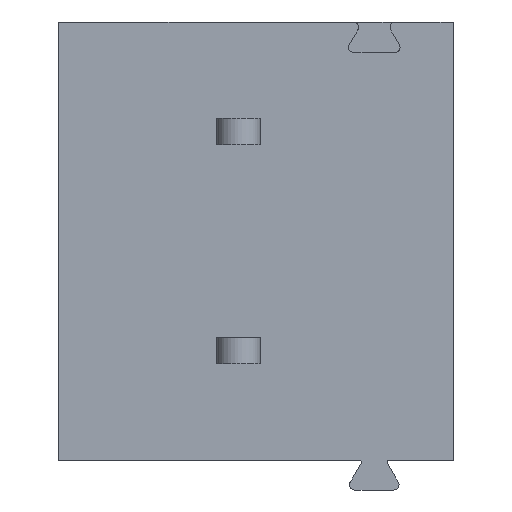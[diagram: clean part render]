
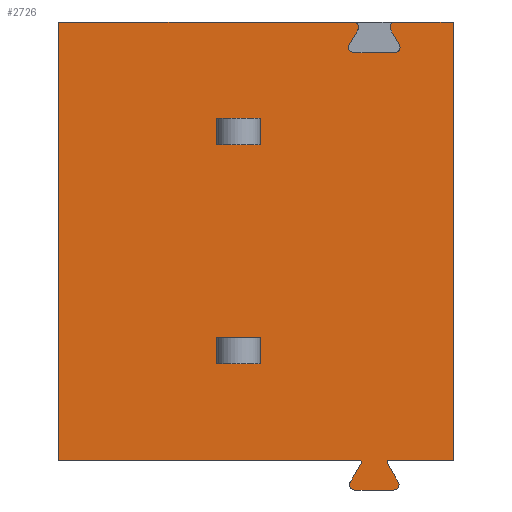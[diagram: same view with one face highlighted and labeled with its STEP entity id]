
A CAD part, front view. The second image highlights one B-rep face of the part: STEP entity #2726.
In plain terms, the highlighted planar face has unit normal (0, -1, 0).
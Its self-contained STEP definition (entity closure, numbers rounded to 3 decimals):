
#21=DIRECTION('',(1.,0.,0.));
#22=VECTOR('',#21,1.454);
#23=CARTESIAN_POINT('',(3.046,-6.25,-2.5));
#24=LINE('',#23,#22);
#45=DIRECTION('',(1.,0.,0.));
#46=VECTOR('',#45,6.854);
#47=CARTESIAN_POINT('',(-4.5,-6.25,-2.5));
#48=LINE('',#47,#46);
#85=DIRECTION('',(1.,0.,0.));
#86=VECTOR('',#85,0.935);
#87=CARTESIAN_POINT('',(2.232,-6.25,6.8));
#88=LINE('',#87,#86);
#89=CARTESIAN_POINT('',(3.168,-6.25,6.92));
#90=DIRECTION('',(0.,-1.,0.));
#91=DIRECTION('',(0.,0.,-1.));
#92=AXIS2_PLACEMENT_3D('',#89,#90,#91);
#94=DIRECTION('',(-0.5,0.,0.866));
#95=VECTOR('',#94,0.393);
#96=CARTESIAN_POINT('',(3.272,-6.25,6.98));
#97=LINE('',#96,#95);
#98=CARTESIAN_POINT('',(3.179,-6.25,7.38));
#99=DIRECTION('',(0.,-1.,0.));
#100=DIRECTION('',(0.,0.,1.));
#101=AXIS2_PLACEMENT_3D('',#98,#99,#100);
#103=CARTESIAN_POINT('',(3.046,-6.25,-2.55));
#104=DIRECTION('',(0.,1.,0.));
#105=DIRECTION('',(-0.866,0.,-0.5));
#106=AXIS2_PLACEMENT_3D('',#103,#104,#105);
#108=DIRECTION('',(-0.5,0.,0.866));
#109=VECTOR('',#108,0.491);
#110=CARTESIAN_POINT('',(3.248,-6.25,-3.));
#111=LINE('',#110,#109);
#112=CARTESIAN_POINT('',(3.144,-6.25,-3.06));
#113=DIRECTION('',(0.,-1.,0.));
#114=DIRECTION('',(0.,0.,-1.));
#115=AXIS2_PLACEMENT_3D('',#112,#113,#114);
#117=DIRECTION('',(1.,0.,0.));
#118=VECTOR('',#117,0.889);
#119=CARTESIAN_POINT('',(2.256,-6.25,-3.18));
#120=LINE('',#119,#118);
#121=CARTESIAN_POINT('',(2.256,-6.25,-3.06));
#122=DIRECTION('',(0.,-1.,0.));
#123=DIRECTION('',(-0.866,0.,0.5));
#124=AXIS2_PLACEMENT_3D('',#121,#122,#123);
#126=DIRECTION('',(-0.5,0.,-0.866));
#127=VECTOR('',#126,0.491);
#128=CARTESIAN_POINT('',(2.397,-6.25,-2.575));
#129=LINE('',#128,#127);
#130=CARTESIAN_POINT('',(2.354,-6.25,-2.55));
#131=DIRECTION('',(0.,1.,0.));
#132=DIRECTION('',(0.,0.,1.));
#133=AXIS2_PLACEMENT_3D('',#130,#131,#132);
#135=DIRECTION('',(0.,0.,1.));
#136=VECTOR('',#135,10.);
#137=CARTESIAN_POINT('',(-4.5,-6.25,-2.5));
#138=LINE('',#137,#136);
#139=CARTESIAN_POINT('',(2.221,-6.25,7.38));
#140=DIRECTION('',(0.,-1.,0.));
#141=DIRECTION('',(0.866,0.,-0.5));
#142=AXIS2_PLACEMENT_3D('',#139,#140,#141);
#144=DIRECTION('',(-0.5,0.,-0.866));
#145=VECTOR('',#144,0.393);
#146=CARTESIAN_POINT('',(2.325,-6.25,7.32));
#147=LINE('',#146,#145);
#148=CARTESIAN_POINT('',(2.232,-6.25,6.92));
#149=DIRECTION('',(0.,-1.,0.));
#150=DIRECTION('',(-0.866,0.,0.5));
#151=AXIS2_PLACEMENT_3D('',#148,#149,#150);
#153=DIRECTION('',(-1.,0.,0.));
#154=VECTOR('',#153,1.);
#155=CARTESIAN_POINT('',(0.1,-6.25,0.3));
#156=LINE('',#155,#154);
#157=DIRECTION('',(0.,0.,-1.));
#158=VECTOR('',#157,0.6);
#159=CARTESIAN_POINT('',(-0.9,-6.25,0.3));
#160=LINE('',#159,#158);
#161=DIRECTION('',(-1.,0.,0.));
#162=VECTOR('',#161,1.);
#163=CARTESIAN_POINT('',(0.1,-6.25,-0.3));
#164=LINE('',#163,#162);
#165=DIRECTION('',(0.,0.,-1.));
#166=VECTOR('',#165,0.6);
#167=CARTESIAN_POINT('',(0.1,-6.25,0.3));
#168=LINE('',#167,#166);
#169=DIRECTION('',(-1.,0.,0.));
#170=VECTOR('',#169,1.);
#171=CARTESIAN_POINT('',(0.1,-6.25,5.3));
#172=LINE('',#171,#170);
#173=DIRECTION('',(0.,0.,-1.));
#174=VECTOR('',#173,0.6);
#175=CARTESIAN_POINT('',(-0.9,-6.25,5.3));
#176=LINE('',#175,#174);
#177=DIRECTION('',(-1.,0.,0.));
#178=VECTOR('',#177,1.);
#179=CARTESIAN_POINT('',(0.1,-6.25,4.7));
#180=LINE('',#179,#178);
#181=DIRECTION('',(0.,0.,-1.));
#182=VECTOR('',#181,0.6);
#183=CARTESIAN_POINT('',(0.1,-6.25,5.3));
#184=LINE('',#183,#182);
#205=DIRECTION('',(1.,0.,0.));
#206=VECTOR('',#205,6.721);
#207=CARTESIAN_POINT('',(-4.5,-6.25,7.5));
#208=LINE('',#207,#206);
#229=DIRECTION('',(1.,0.,0.));
#230=VECTOR('',#229,1.321);
#231=CARTESIAN_POINT('',(3.179,-6.25,7.5));
#232=LINE('',#231,#230);
#369=DIRECTION('',(0.,0.,1.));
#370=VECTOR('',#369,10.);
#371=CARTESIAN_POINT('',(4.5,-6.25,-2.5));
#372=LINE('',#371,#370);
#2037=CARTESIAN_POINT('',(4.5,-6.25,-2.5));
#2039=VERTEX_POINT('',#2037);
#2047=CARTESIAN_POINT('',(-4.5,-6.25,-2.5));
#2048=VERTEX_POINT('',#2047);
#2049=CARTESIAN_POINT('',(4.5,-6.25,7.5));
#2051=VERTEX_POINT('',#2049);
#2059=CARTESIAN_POINT('',(-4.5,-6.25,7.5));
#2060=VERTEX_POINT('',#2059);
#2061=CARTESIAN_POINT('',(2.397,-6.25,-2.575));
#2062=CARTESIAN_POINT('',(2.152,-6.25,-3.));
#2063=VERTEX_POINT('',#2061);
#2064=VERTEX_POINT('',#2062);
#2065=CARTESIAN_POINT('',(2.256,-6.25,-3.18));
#2066=VERTEX_POINT('',#2065);
#2067=CARTESIAN_POINT('',(3.144,-6.25,-3.18));
#2068=VERTEX_POINT('',#2067);
#2069=CARTESIAN_POINT('',(3.248,-6.25,-3.));
#2070=VERTEX_POINT('',#2069);
#2071=CARTESIAN_POINT('',(3.003,-6.25,-2.575));
#2072=VERTEX_POINT('',#2071);
#2089=CARTESIAN_POINT('',(3.046,-6.25,-2.5));
#2090=VERTEX_POINT('',#2089);
#2091=CARTESIAN_POINT('',(2.354,-6.25,-2.5));
#2092=VERTEX_POINT('',#2091);
#2109=CARTESIAN_POINT('',(3.179,-6.25,7.5));
#2110=VERTEX_POINT('',#2109);
#2111=CARTESIAN_POINT('',(2.221,-6.25,7.5));
#2112=VERTEX_POINT('',#2111);
#2113=CARTESIAN_POINT('',(2.232,-6.25,6.8));
#2114=CARTESIAN_POINT('',(3.168,-6.25,6.8));
#2115=VERTEX_POINT('',#2113);
#2116=VERTEX_POINT('',#2114);
#2117=CARTESIAN_POINT('',(3.272,-6.25,6.98));
#2118=VERTEX_POINT('',#2117);
#2119=CARTESIAN_POINT('',(3.075,-6.25,7.32));
#2120=VERTEX_POINT('',#2119);
#2121=CARTESIAN_POINT('',(2.325,-6.25,7.32));
#2122=VERTEX_POINT('',#2121);
#2123=CARTESIAN_POINT('',(2.128,-6.25,6.98));
#2124=VERTEX_POINT('',#2123);
#2336=CARTESIAN_POINT('',(0.1,-6.25,0.3));
#2337=CARTESIAN_POINT('',(-0.9,-6.25,0.3));
#2338=VERTEX_POINT('',#2336);
#2339=VERTEX_POINT('',#2337);
#2340=CARTESIAN_POINT('',(0.1,-6.25,-0.3));
#2341=CARTESIAN_POINT('',(-0.9,-6.25,-0.3));
#2342=VERTEX_POINT('',#2340);
#2343=VERTEX_POINT('',#2341);
#2428=CARTESIAN_POINT('',(0.1,-6.25,5.3));
#2429=VERTEX_POINT('',#2428);
#2430=CARTESIAN_POINT('',(-0.9,-6.25,5.3));
#2431=VERTEX_POINT('',#2430);
#2432=CARTESIAN_POINT('',(0.1,-6.25,4.7));
#2433=VERTEX_POINT('',#2432);
#2434=CARTESIAN_POINT('',(-0.9,-6.25,4.7));
#2435=VERTEX_POINT('',#2434);
#2662=CARTESIAN_POINT('',(-4.5,-6.25,-2.5));
#2663=DIRECTION('',(0.,-1.,0.));
#2664=DIRECTION('',(1.,0.,0.));
#2665=AXIS2_PLACEMENT_3D('',#2662,#2663,#2664);
#2666=PLANE('',#2665);
#2668=ORIENTED_EDGE('',*,*,#2667,.T.);
#2670=ORIENTED_EDGE('',*,*,#2669,.T.);
#2672=ORIENTED_EDGE('',*,*,#2671,.T.);
#2674=ORIENTED_EDGE('',*,*,#2673,.F.);
#2676=ORIENTED_EDGE('',*,*,#2675,.T.);
#2678=ORIENTED_EDGE('',*,*,#2677,.F.);
#2679=ORIENTED_EDGE('',*,*,#2606,.F.);
#2681=ORIENTED_EDGE('',*,*,#2680,.F.);
#2683=ORIENTED_EDGE('',*,*,#2682,.F.);
#2685=ORIENTED_EDGE('',*,*,#2684,.F.);
#2687=ORIENTED_EDGE('',*,*,#2686,.F.);
#2689=ORIENTED_EDGE('',*,*,#2688,.F.);
#2691=ORIENTED_EDGE('',*,*,#2690,.F.);
#2692=ORIENTED_EDGE('',*,*,#2654,.F.);
#2693=ORIENTED_EDGE('',*,*,#2618,.F.);
#2695=ORIENTED_EDGE('',*,*,#2694,.T.);
#2697=ORIENTED_EDGE('',*,*,#2696,.T.);
#2699=ORIENTED_EDGE('',*,*,#2698,.F.);
#2701=ORIENTED_EDGE('',*,*,#2700,.T.);
#2703=ORIENTED_EDGE('',*,*,#2702,.T.);
#2704=EDGE_LOOP('',(#2668,#2670,#2672,#2674,#2676,#2678,#2679,#2681,#2683,#2685,
#2687,#2689,#2691,#2692,#2693,#2695,#2697,#2699,#2701,#2703));
#2705=FACE_OUTER_BOUND('',#2704,.F.);
#2707=ORIENTED_EDGE('',*,*,#2706,.T.);
#2709=ORIENTED_EDGE('',*,*,#2708,.T.);
#2711=ORIENTED_EDGE('',*,*,#2710,.F.);
#2713=ORIENTED_EDGE('',*,*,#2712,.F.);
#2714=EDGE_LOOP('',(#2707,#2709,#2711,#2713));
#2715=FACE_BOUND('',#2714,.F.);
#2717=ORIENTED_EDGE('',*,*,#2716,.T.);
#2719=ORIENTED_EDGE('',*,*,#2718,.T.);
#2721=ORIENTED_EDGE('',*,*,#2720,.F.);
#2723=ORIENTED_EDGE('',*,*,#2722,.F.);
#2724=EDGE_LOOP('',(#2717,#2719,#2721,#2723));
#2725=FACE_BOUND('',#2724,.F.);
#93=CIRCLE('',#92,0.12);
#102=CIRCLE('',#101,0.12);
#107=CIRCLE('',#106,0.05);
#116=CIRCLE('',#115,0.12);
#125=CIRCLE('',#124,0.12);
#134=CIRCLE('',#133,0.05);
#143=CIRCLE('',#142,0.12);
#152=CIRCLE('',#151,0.12);
#2606=EDGE_CURVE('',#2090,#2039,#24,.T.);
#2618=EDGE_CURVE('',#2048,#2092,#48,.T.);
#2654=EDGE_CURVE('',#2092,#2063,#134,.T.);
#2667=EDGE_CURVE('',#2115,#2116,#88,.T.);
#2669=EDGE_CURVE('',#2116,#2118,#93,.T.);
#2671=EDGE_CURVE('',#2118,#2120,#97,.T.);
#2673=EDGE_CURVE('',#2110,#2120,#102,.T.);
#2675=EDGE_CURVE('',#2110,#2051,#232,.T.);
#2677=EDGE_CURVE('',#2039,#2051,#372,.T.);
#2680=EDGE_CURVE('',#2072,#2090,#107,.T.);
#2682=EDGE_CURVE('',#2070,#2072,#111,.T.);
#2684=EDGE_CURVE('',#2068,#2070,#116,.T.);
#2686=EDGE_CURVE('',#2066,#2068,#120,.T.);
#2688=EDGE_CURVE('',#2064,#2066,#125,.T.);
#2690=EDGE_CURVE('',#2063,#2064,#129,.T.);
#2694=EDGE_CURVE('',#2048,#2060,#138,.T.);
#2696=EDGE_CURVE('',#2060,#2112,#208,.T.);
#2698=EDGE_CURVE('',#2122,#2112,#143,.T.);
#2700=EDGE_CURVE('',#2122,#2124,#147,.T.);
#2702=EDGE_CURVE('',#2124,#2115,#152,.T.);
#2706=EDGE_CURVE('',#2338,#2339,#156,.T.);
#2708=EDGE_CURVE('',#2339,#2343,#160,.T.);
#2710=EDGE_CURVE('',#2342,#2343,#164,.T.);
#2712=EDGE_CURVE('',#2338,#2342,#168,.T.);
#2716=EDGE_CURVE('',#2429,#2431,#172,.T.);
#2718=EDGE_CURVE('',#2431,#2435,#176,.T.);
#2720=EDGE_CURVE('',#2433,#2435,#180,.T.);
#2722=EDGE_CURVE('',#2429,#2433,#184,.T.);
#2726=ADVANCED_FACE('',(#2705,#2715,#2725),#2666,.T.);
